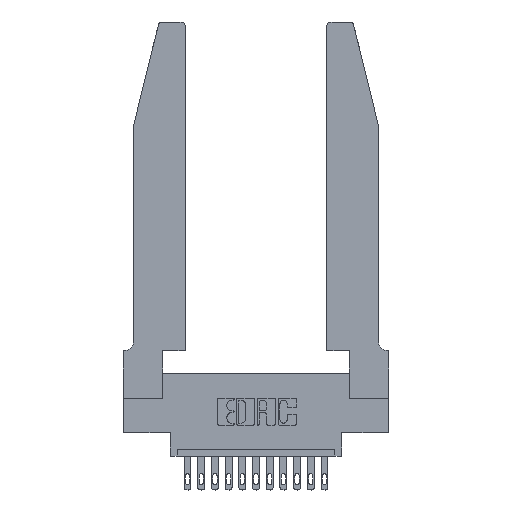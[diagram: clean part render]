
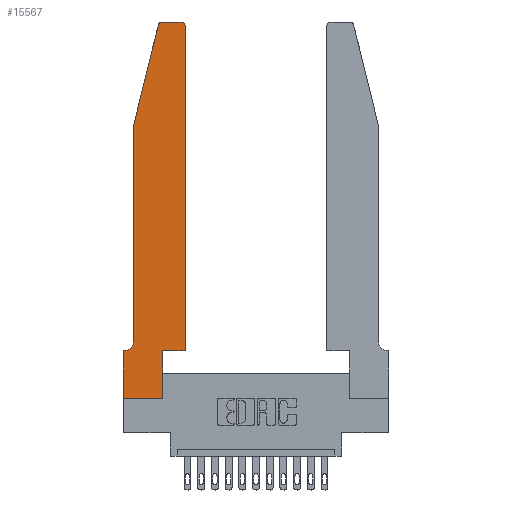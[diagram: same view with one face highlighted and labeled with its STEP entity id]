
A CAD part, top view. The second image highlights one B-rep face of the part: STEP entity #15567.
In plain terms, the highlighted planar face has unit normal (0, 0, 1).
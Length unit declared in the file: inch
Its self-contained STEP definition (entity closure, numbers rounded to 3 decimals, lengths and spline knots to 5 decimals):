
#366 = EDGE_CURVE ( 'NONE', #3446, #11610, #5020, .T. ) ;
#379 = CARTESIAN_POINT ( 'NONE',  ( 0.4205, 2.72, 0.37 ) ) ;
#487 = DIRECTION ( 'NONE',  ( 0., 0., 1. ) ) ;
#502 = LINE ( 'NONE', #6785, #4281 ) ;
#550 = CIRCLE ( 'NONE', #16768, 0.07 ) ;
#821 = EDGE_CURVE ( 'NONE', #7368, #1048, #16437, .T. ) ;
#902 = LINE ( 'NONE', #7185, #16752 ) ;
#1019 = ORIENTED_EDGE ( 'NONE', *, *, #10248, .T. ) ;
#1048 = VERTEX_POINT ( 'NONE', #12561 ) ;
#1198 = EDGE_CURVE ( 'NONE', #7869, #3011, #13758, .T. ) ;
#1355 = VERTEX_POINT ( 'NONE', #1456 ) ;
#1418 = VECTOR ( 'NONE', #7828, 39.37008 ) ;
#1456 = CARTESIAN_POINT ( 'NONE',  ( 0., 0., 0.37 ) ) ;
#1651 = VECTOR ( 'NONE', #5549, 39.37008 ) ;
#2268 = VECTOR ( 'NONE', #4623, 39.37008 ) ;
#2449 = DIRECTION ( 'NONE',  ( -1., 0., 0. ) ) ;
#3011 = VERTEX_POINT ( 'NONE', #5837 ) ;
#3256 = PLANE ( 'NONE',  #8940 ) ;
#3339 = DIRECTION ( 'NONE',  ( -1., 0., 0. ) ) ;
#3430 = ORIENTED_EDGE ( 'NONE', *, *, #6603, .T. ) ;
#3446 = VERTEX_POINT ( 'NONE', #17009 ) ;
#4268 = CARTESIAN_POINT ( 'NONE',  ( 0.2865, 0.35, 0.37 ) ) ;
#4281 = VECTOR ( 'NONE', #14755, 39.37008 ) ;
#4314 = EDGE_CURVE ( 'NONE', #8991, #9610, #902, .T. ) ;
#4412 = DIRECTION ( 'NONE',  ( 0., 0., 1. ) ) ;
#4427 = DIRECTION ( 'NONE',  ( 0., 1., 0. ) ) ;
#4623 = DIRECTION ( 'NONE',  ( 1., 0., 0. ) ) ;
#4783 = CARTESIAN_POINT ( 'NONE',  ( 0.4505, 2.72, 0.37 ) ) ;
#4885 = CARTESIAN_POINT ( 'NONE',  ( 0., 0., 0.37 ) ) ;
#5020 = LINE ( 'NONE', #6440, #15212 ) ;
#5138 = CARTESIAN_POINT ( 'NONE',  ( 0.0755, 2., 0.37 ) ) ;
#5324 = EDGE_CURVE ( 'NONE', #9610, #7869, #16311, .T. ) ;
#5549 = DIRECTION ( 'NONE',  ( 0., -1., 0. ) ) ;
#5708 = VERTEX_POINT ( 'NONE', #4783 ) ;
#5837 = CARTESIAN_POINT ( 'NONE',  ( 0.0755, 2., 0.37 ) ) ;
#6111 = CARTESIAN_POINT ( 'NONE',  ( 0.25487, 2.72718, 0.37 ) ) ;
#6215 = CARTESIAN_POINT ( 'NONE',  ( 0.0755, 2., 0.37 ) ) ;
#6278 = ORIENTED_EDGE ( 'NONE', *, *, #12868, .T. ) ;
#6312 = CARTESIAN_POINT ( 'NONE',  ( 0.2865, 0., 0.37 ) ) ;
#6420 = EDGE_CURVE ( 'NONE', #1048, #5708, #12790, .T. ) ;
#6440 = CARTESIAN_POINT ( 'NONE',  ( 0.0755, 0.35, 0.37 ) ) ;
#6603 = EDGE_CURVE ( 'NONE', #3011, #13046, #11304, .T. ) ;
#6785 = CARTESIAN_POINT ( 'NONE',  ( 0., 0., 0.37 ) ) ;
#6884 = ORIENTED_EDGE ( 'NONE', *, *, #8753, .T. ) ;
#7185 = CARTESIAN_POINT ( 'NONE',  ( 0.2605, 2.75, 0.37 ) ) ;
#7368 = VERTEX_POINT ( 'NONE', #11781 ) ;
#7828 = DIRECTION ( 'NONE',  ( -0.239, -0.971, 0. ) ) ;
#7869 = VERTEX_POINT ( 'NONE', #6111 ) ;
#8250 = ORIENTED_EDGE ( 'NONE', *, *, #1198, .T. ) ;
#8270 = DIRECTION ( 'NONE',  ( 0., 0., 1. ) ) ;
#8608 = DIRECTION ( 'NONE',  ( -1., 0., 0. ) ) ;
#8753 = EDGE_CURVE ( 'NONE', #13046, #3446, #550, .T. ) ;
#8822 = EDGE_CURVE ( 'NONE', #5708, #8991, #11442, .T. ) ;
#8882 = ORIENTED_EDGE ( 'NONE', *, *, #366, .T. ) ;
#8940 = AXIS2_PLACEMENT_3D ( 'NONE', #16398, #4412, #11248 ) ;
#8991 = VERTEX_POINT ( 'NONE', #14552 ) ;
#9610 = VERTEX_POINT ( 'NONE', #12815 ) ;
#9627 = DIRECTION ( 'NONE',  ( 1., 0., 0. ) ) ;
#9755 = CARTESIAN_POINT ( 'NONE',  ( 0.284, 2.72, 0.37 ) ) ;
#10248 = EDGE_CURVE ( 'NONE', #1355, #11868, #502, .T. ) ;
#10475 = ORIENTED_EDGE ( 'NONE', *, *, #6420, .T. ) ;
#10496 = VECTOR ( 'NONE', #4427, 39.37008 ) ;
#10570 = CARTESIAN_POINT ( 'NONE',  ( 0.4505, 0.35, 0.37 ) ) ;
#10670 = FACE_OUTER_BOUND ( 'NONE', #17174, .T. ) ;
#10738 = ORIENTED_EDGE ( 'NONE', *, *, #4314, .T. ) ;
#10770 = ORIENTED_EDGE ( 'NONE', *, *, #821, .T. ) ;
#11248 = DIRECTION ( 'NONE',  ( 1., 0., 0. ) ) ;
#11304 = LINE ( 'NONE', #6215, #17095 ) ;
#11321 = DIRECTION ( 'NONE',  ( 0., 0., -1. ) ) ;
#11333 = ORIENTED_EDGE ( 'NONE', *, *, #8822, .T. ) ;
#11442 = CIRCLE ( 'NONE', #12251, 0.03 ) ;
#11610 = VERTEX_POINT ( 'NONE', #11869 ) ;
#11781 = CARTESIAN_POINT ( 'NONE',  ( 0.2865, 0.35, 0.37 ) ) ;
#11868 = VERTEX_POINT ( 'NONE', #6312 ) ;
#11869 = CARTESIAN_POINT ( 'NONE',  ( 0., 0.35, 0.37 ) ) ;
#12077 = VECTOR ( 'NONE', #16429, 39.37008 ) ;
#12251 = AXIS2_PLACEMENT_3D ( 'NONE', #379, #487, #9627 ) ;
#12456 = ORIENTED_EDGE ( 'NONE', *, *, #16956, .T. ) ;
#12512 = CARTESIAN_POINT ( 'NONE',  ( 0.0055, 0.42, 0.37 ) ) ;
#12561 = CARTESIAN_POINT ( 'NONE',  ( 0.4505, 0.35, 0.37 ) ) ;
#12636 = CARTESIAN_POINT ( 'NONE',  ( 0.4505, 0.35, 0.37 ) ) ;
#12790 = LINE ( 'NONE', #10570, #10496 ) ;
#12807 = CARTESIAN_POINT ( 'NONE',  ( 0.0755, 0.42, 0.37 ) ) ;
#12815 = CARTESIAN_POINT ( 'NONE',  ( 0.284, 2.75, 0.37 ) ) ;
#12817 = DIRECTION ( 'NONE',  ( 0., -1., 0. ) ) ;
#12868 = EDGE_CURVE ( 'NONE', #11868, #7368, #17050, .T. ) ;
#13046 = VERTEX_POINT ( 'NONE', #12807 ) ;
#13758 = LINE ( 'NONE', #5138, #1418 ) ;
#14407 = LINE ( 'NONE', #4885, #1651 ) ;
#14501 = AXIS2_PLACEMENT_3D ( 'NONE', #9755, #8270, #16321 ) ;
#14552 = CARTESIAN_POINT ( 'NONE',  ( 0.4205, 2.75, 0.37 ) ) ;
#14755 = DIRECTION ( 'NONE',  ( 1., 0., 0. ) ) ;
#15212 = VECTOR ( 'NONE', #2449, 39.37008 ) ;
#15567 = ADVANCED_FACE ( 'NONE', ( #10670 ), #3256, .T. ) ;
#16311 = CIRCLE ( 'NONE', #14501, 0.03 ) ;
#16321 = DIRECTION ( 'NONE',  ( 1., 0., 0. ) ) ;
#16398 = CARTESIAN_POINT ( 'NONE',  ( 0., 0.35, 0.37 ) ) ;
#16429 = DIRECTION ( 'NONE',  ( 0., 1., 0. ) ) ;
#16437 = LINE ( 'NONE', #12636, #2268 ) ;
#16752 = VECTOR ( 'NONE', #8608, 39.37008 ) ;
#16768 = AXIS2_PLACEMENT_3D ( 'NONE', #12512, #11321, #3339 ) ;
#16956 = EDGE_CURVE ( 'NONE', #11610, #1355, #14407, .T. ) ;
#17009 = CARTESIAN_POINT ( 'NONE',  ( 0.0055, 0.35, 0.37 ) ) ;
#17050 = LINE ( 'NONE', #4268, #12077 ) ;
#17095 = VECTOR ( 'NONE', #12817, 39.37008 ) ;
#17174 = EDGE_LOOP ( 'NONE', ( #10738, #17258, #8250, #3430, #6884, #8882, #12456, #1019, #6278, #10770, #10475, #11333 ) ) ;
#17258 = ORIENTED_EDGE ( 'NONE', *, *, #5324, .T. ) ;
